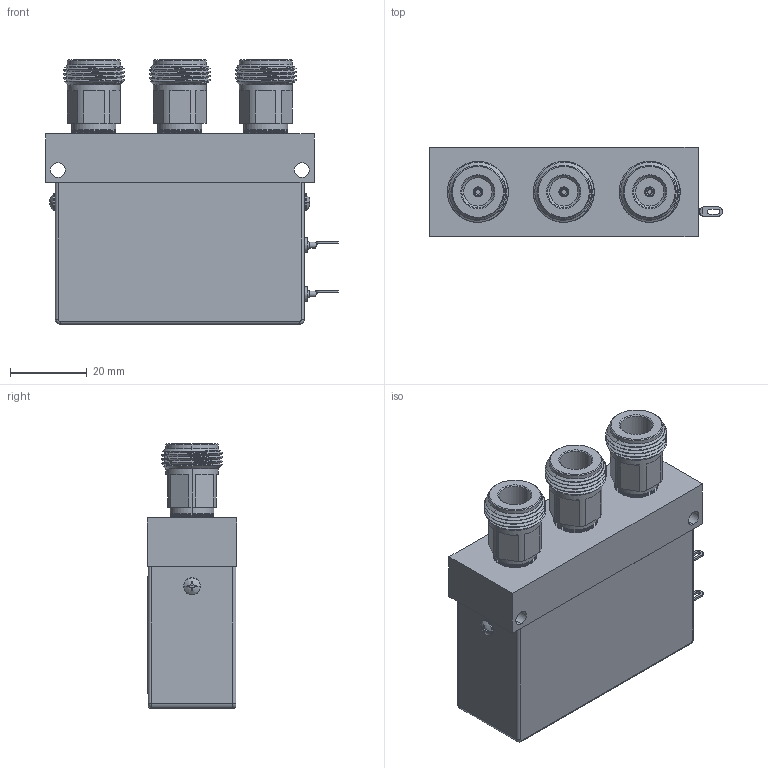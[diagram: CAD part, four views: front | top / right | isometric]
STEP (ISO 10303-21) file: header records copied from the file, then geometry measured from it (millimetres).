
FILE_DESCRIPTION (( 'STEP AP203' ), '1' );
FILE_NAME ('PE71S6397.step', '2019-06-18T13:49:59', ( '' ), ( '' ), 'SwSTEP 2.0', 'SolidWorks 2018', '' );
FILE_SCHEMA (( 'CONFIG_CONTROL_DESIGN' ));
Products named in the file (1): PE71S6397
Bounding box: 76.2 x 23.37 x 68.83 mm (x, y, z)
Volume: 81440.4 mm3; surface area: 20564.5 mm2
Topology: 4 solids, 4 shells, 1228 faces, 3264 edges, 2134 vertices
Faces by surface type: plane 652, bspline 282, cylinder 199, cone 87, torus 8
Entity records: 55123 total; most frequent: CARTESIAN_POINT 26338, ORIENTED_EDGE 6520, DIRECTION 4972, EDGE_CURVE 3260, VERTEX_POINT 2134, LINE 2046, VECTOR 2046, AXIS2_PLACEMENT_3D 1463
